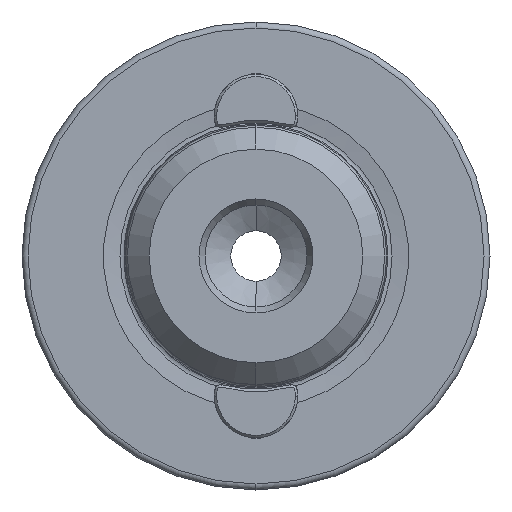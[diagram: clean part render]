
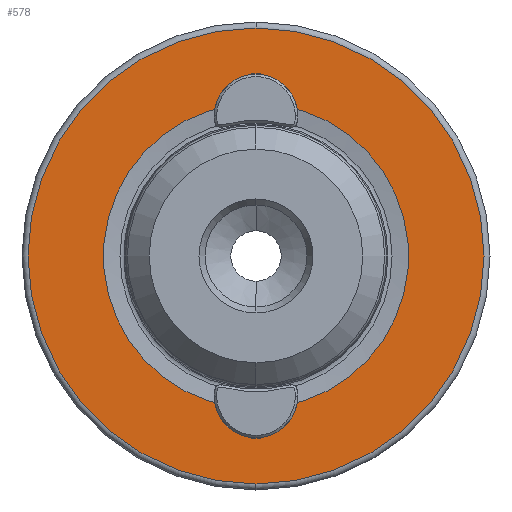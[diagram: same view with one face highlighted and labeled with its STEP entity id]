
A CAD part, left-side view. The second image highlights one B-rep face of the part: STEP entity #578.
In plain terms, the highlighted planar face has unit normal (-1, 0, 0).
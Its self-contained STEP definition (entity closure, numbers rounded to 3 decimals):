
#32 = DIRECTION ( 'NONE',  ( -1., 0., 0. ) ) ;
#143 = DIRECTION ( 'NONE',  ( 0., 0., 1. ) ) ;
#342 = CARTESIAN_POINT ( 'NONE',  ( 0., 0., -19. ) ) ;
#562 = CARTESIAN_POINT ( 'NONE',  ( 0., 0., 0. ) ) ;
#578 = ADVANCED_FACE ( 'NONE', ( #1349, #1410 ), #2059, .F. ) ;
#796 = EDGE_LOOP ( 'NONE', ( #4248, #4203, #4197, #4186, #4134, #4085 ) ) ;
#861 = CIRCLE ( 'NONE', #892, 2. ) ;
#892 = AXIS2_PLACEMENT_3D ( 'NONE', #2634, #2640, #2651 ) ;
#1221 = DIRECTION ( 'NONE',  ( 0., 0., 1. ) ) ;
#1234 = DIRECTION ( 'NONE',  ( -1., 0., 0. ) ) ;
#1249 = DIRECTION ( 'NONE',  ( 0., 0., 1. ) ) ;
#1253 = CARTESIAN_POINT ( 'NONE',  ( 0., 0., 0. ) ) ;
#1257 = DIRECTION ( 'NONE',  ( -1., 0., 0. ) ) ;
#1272 = CARTESIAN_POINT ( 'NONE',  ( 0., 0., 0. ) ) ;
#1349 = FACE_BOUND ( 'NONE', #796, .T. ) ;
#1410 = FACE_OUTER_BOUND ( 'NONE', #1501, .T. ) ;
#1464 = DIRECTION ( 'NONE',  ( 0., 0., 1. ) ) ;
#1481 = DIRECTION ( 'NONE',  ( -1., 0., 0. ) ) ;
#1493 = VERTEX_POINT ( 'NONE', #342 ) ;
#1501 = EDGE_LOOP ( 'NONE', ( #4073, #4481 ) ) ;
#1518 = CARTESIAN_POINT ( 'NONE',  ( 0., 0., -13.2 ) ) ;
#1541 = VERTEX_POINT ( 'NONE', #4868 ) ;
#1563 = VERTEX_POINT ( 'NONE', #4764 ) ;
#1596 = EDGE_CURVE ( 'NONE', #1493, #3805, #3611, .T. ) ;
#1659 = EDGE_CURVE ( 'NONE', #3129, #3038, #3294, .T. ) ;
#1720 = EDGE_CURVE ( 'NONE', #2676, #1877, #3227, .T. ) ;
#1877 = VERTEX_POINT ( 'NONE', #2088 ) ;
#2001 = EDGE_CURVE ( 'NONE', #1877, #3129, #2454, .T. ) ;
#2027 = DIRECTION ( 'NONE',  ( 0., 0., -1. ) ) ;
#2036 = DIRECTION ( 'NONE',  ( 1., 0., 0. ) ) ;
#2059 = PLANE ( 'NONE',  #3225 ) ;
#2088 = CARTESIAN_POINT ( 'NONE',  ( 0., 1.899, 12.572 ) ) ;
#2149 = CARTESIAN_POINT ( 'NONE',  ( 0., 0., -12.715 ) ) ;
#2454 = CIRCLE ( 'NONE', #3000, 12.715 ) ;
#2497 = CARTESIAN_POINT ( 'NONE',  ( 0., 0., 15.2 ) ) ;
#2624 = CIRCLE ( 'NONE', #4489, 12.715 ) ;
#2634 = CARTESIAN_POINT ( 'NONE',  ( 0., 0., 13.2 ) ) ;
#2640 = DIRECTION ( 'NONE',  ( -1., 0., 0. ) ) ;
#2651 = DIRECTION ( 'NONE',  ( 0., 0., 1. ) ) ;
#2676 = VERTEX_POINT ( 'NONE', #2497 ) ;
#2685 = EDGE_CURVE ( 'NONE', #1541, #2676, #861, .T. ) ;
#2993 = DIRECTION ( 'NONE',  ( 0., 0., 1. ) ) ;
#3000 = AXIS2_PLACEMENT_3D ( 'NONE', #1272, #1257, #1249 ) ;
#3021 = DIRECTION ( 'NONE',  ( -1., 0., 0. ) ) ;
#3033 = CARTESIAN_POINT ( 'NONE',  ( 0., 0., 13.2 ) ) ;
#3038 = VERTEX_POINT ( 'NONE', #4275 ) ;
#3129 = VERTEX_POINT ( 'NONE', #4505 ) ;
#3225 = AXIS2_PLACEMENT_3D ( 'NONE', #2149, #2036, #2027 ) ;
#3227 = CIRCLE ( 'NONE', #3858, 2. ) ;
#3261 = CIRCLE ( 'NONE', #4720, 19. ) ;
#3294 = CIRCLE ( 'NONE', #4331, 2. ) ;
#3366 = CARTESIAN_POINT ( 'NONE',  ( 0., 0., 19. ) ) ;
#3401 = DIRECTION ( 'NONE',  ( 0., 0., 1. ) ) ;
#3409 = DIRECTION ( 'NONE',  ( -1., 0., 0. ) ) ;
#3443 = CARTESIAN_POINT ( 'NONE',  ( 0., 0., -13.2 ) ) ;
#3611 = CIRCLE ( 'NONE', #4772, 19. ) ;
#3711 = CIRCLE ( 'NONE', #4871, 2. ) ;
#3805 = VERTEX_POINT ( 'NONE', #3366 ) ;
#3858 = AXIS2_PLACEMENT_3D ( 'NONE', #3033, #3021, #2993 ) ;
#4024 = EDGE_CURVE ( 'NONE', #3038, #1563, #3711, .T. ) ;
#4073 = ORIENTED_EDGE ( 'NONE', *, *, #4336, .T. ) ;
#4085 = ORIENTED_EDGE ( 'NONE', *, *, #1659, .F. ) ;
#4134 = ORIENTED_EDGE ( 'NONE', *, *, #4024, .F. ) ;
#4186 = ORIENTED_EDGE ( 'NONE', *, *, #4705, .F. ) ;
#4197 = ORIENTED_EDGE ( 'NONE', *, *, #2685, .F. ) ;
#4203 = ORIENTED_EDGE ( 'NONE', *, *, #1720, .F. ) ;
#4248 = ORIENTED_EDGE ( 'NONE', *, *, #2001, .F. ) ;
#4275 = CARTESIAN_POINT ( 'NONE',  ( 0., 0., -15.2 ) ) ;
#4331 = AXIS2_PLACEMENT_3D ( 'NONE', #3443, #3409, #3401 ) ;
#4336 = EDGE_CURVE ( 'NONE', #3805, #1493, #3261, .T. ) ;
#4435 = DIRECTION ( 'NONE',  ( 0., 0., 1. ) ) ;
#4447 = DIRECTION ( 'NONE',  ( -1., 0., 0. ) ) ;
#4463 = CARTESIAN_POINT ( 'NONE',  ( 0., 0., 0. ) ) ;
#4481 = ORIENTED_EDGE ( 'NONE', *, *, #1596, .T. ) ;
#4489 = AXIS2_PLACEMENT_3D ( 'NONE', #1253, #1234, #1221 ) ;
#4505 = CARTESIAN_POINT ( 'NONE',  ( 0., 1.899, -12.572 ) ) ;
#4705 = EDGE_CURVE ( 'NONE', #1563, #1541, #2624, .T. ) ;
#4720 = AXIS2_PLACEMENT_3D ( 'NONE', #562, #32, #143 ) ;
#4764 = CARTESIAN_POINT ( 'NONE',  ( 0., -1.899, -12.572 ) ) ;
#4772 = AXIS2_PLACEMENT_3D ( 'NONE', #4463, #4447, #4435 ) ;
#4868 = CARTESIAN_POINT ( 'NONE',  ( 0., -1.899, 12.572 ) ) ;
#4871 = AXIS2_PLACEMENT_3D ( 'NONE', #1518, #1481, #1464 ) ;
